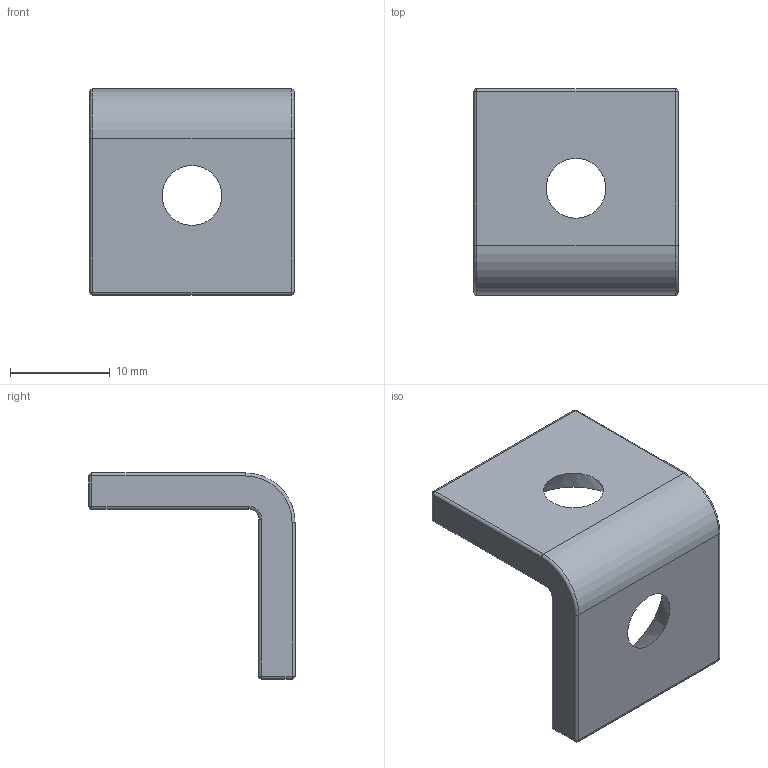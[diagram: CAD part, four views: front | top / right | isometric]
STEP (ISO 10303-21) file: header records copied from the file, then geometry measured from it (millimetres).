
FILE_DESCRIPTION (( 'STEP AP214' ), '1' );
FILE_NAME ('A387 Óãëîâîé ñîåäèíèòåëü ñòàëüíîé 20õ20.STEP', '2020-07-29T10:51:30', ( 'Ïîëüçîâàòåëü Windows' ), ( '' ), 'SwSTEP 2.0', 'SolidWorks 2020', '' );
FILE_SCHEMA (( 'AUTOMOTIVE_DESIGN' ));
Length unit declared in the file: millimetre
Products named in the file (1): A387 Óãëîâîé ñîåäèíèòåëü ñòàëüíîé 20õ20
Bounding box: 20.5 x 20.7 x 20.7 mm (x, y, z)
Volume: 2261 mm3; surface area: 1865.5 mm2
Topology: 1 solids, 1 shells, 42 faces, 96 edges, 48 vertices
Faces by surface type: cylinder 18, plane 8, sphere 8, cone 4, torus 4
Entity records: 1146 total; most frequent: DIRECTION 222, CARTESIAN_POINT 179, ORIENTED_EDGE 176, AXIS2_PLACEMENT_3D 91, EDGE_CURVE 88, CIRCLE 48, VERTEX_POINT 48, EDGE_LOOP 46
